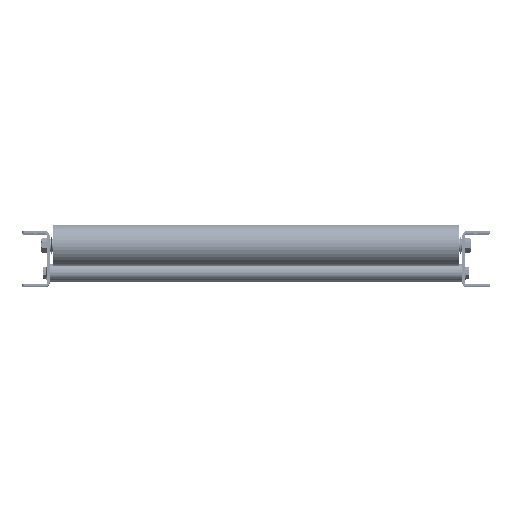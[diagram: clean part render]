
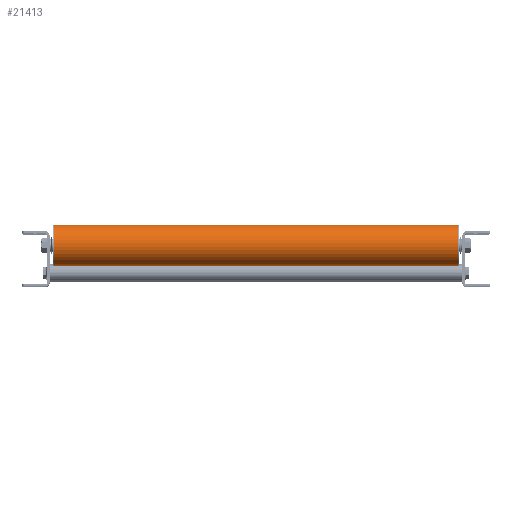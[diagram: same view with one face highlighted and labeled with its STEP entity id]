
A CAD part, top view. The second image highlights one B-rep face of the part: STEP entity #21413.
In plain terms, the highlighted cylindrical face has radius 30 mm (diameter 60 mm), a partial arc.
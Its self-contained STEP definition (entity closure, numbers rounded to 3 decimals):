
#512 = DIRECTION ( 'NONE',  ( 0., 0., 1. ) ) ;
#1002 = CARTESIAN_POINT ( 'NONE',  ( 587.4, 0., 30. ) ) ;
#1754 = DIRECTION ( 'NONE',  ( -1., 0., 0. ) ) ;
#1822 = ORIENTED_EDGE ( 'NONE', *, *, #27697, .T. ) ;
#2604 = ORIENTED_EDGE ( 'NONE', *, *, #10519, .F. ) ;
#2979 = DIRECTION ( 'NONE',  ( 0., 0., -1. ) ) ;
#7121 = LINE ( 'NONE', #12959, #28702 ) ;
#8832 = EDGE_LOOP ( 'NONE', ( #2604, #1822, #19922, #23919 ) ) ;
#9130 = CARTESIAN_POINT ( 'NONE',  ( 0., 0., 30. ) ) ;
#9733 = VERTEX_POINT ( 'NONE', #9130 ) ;
#10216 = CARTESIAN_POINT ( 'NONE',  ( 0., 0., -30. ) ) ;
#10519 = EDGE_CURVE ( 'NONE', #21077, #31447, #13697, .T. ) ;
#10608 = DIRECTION ( 'NONE',  ( 1., 0., 0. ) ) ;
#12875 = CIRCLE ( 'NONE', #25939, 30. ) ;
#12959 = CARTESIAN_POINT ( 'NONE',  ( 587.4, 0., -30. ) ) ;
#13632 = CARTESIAN_POINT ( 'NONE',  ( 0., 0., 0. ) ) ;
#13697 = CIRCLE ( 'NONE', #34725, 30. ) ;
#13904 = VECTOR ( 'NONE', #28220, 1000. ) ;
#16152 = CYLINDRICAL_SURFACE ( 'NONE', #25628, 30. ) ;
#16823 = LINE ( 'NONE', #1002, #13904 ) ;
#18031 = CARTESIAN_POINT ( 'NONE',  ( 587.4, 0., 0. ) ) ;
#19871 = CARTESIAN_POINT ( 'NONE',  ( 587.4, 0., 30. ) ) ;
#19922 = ORIENTED_EDGE ( 'NONE', *, *, #20365, .T. ) ;
#20365 = EDGE_CURVE ( 'NONE', #33639, #9733, #12875, .T. ) ;
#21077 = VERTEX_POINT ( 'NONE', #30970 ) ;
#21413 = ADVANCED_FACE ( 'NONE', ( #27017 ), #16152, .T. ) ;
#23323 = EDGE_CURVE ( 'NONE', #31447, #9733, #16823, .T. ) ;
#23919 = ORIENTED_EDGE ( 'NONE', *, *, #23323, .F. ) ;
#24527 = CARTESIAN_POINT ( 'NONE',  ( 587.4, 0., 0. ) ) ;
#25628 = AXIS2_PLACEMENT_3D ( 'NONE', #24527, #30058, #512 ) ;
#25939 = AXIS2_PLACEMENT_3D ( 'NONE', #13632, #10608, #2979 ) ;
#26599 = DIRECTION ( 'NONE',  ( 1., 0., 0. ) ) ;
#27017 = FACE_OUTER_BOUND ( 'NONE', #8832, .T. ) ;
#27697 = EDGE_CURVE ( 'NONE', #21077, #33639, #7121, .T. ) ;
#28220 = DIRECTION ( 'NONE',  ( -1., 0., 0. ) ) ;
#28702 = VECTOR ( 'NONE', #1754, 1000. ) ;
#28927 = DIRECTION ( 'NONE',  ( 0., 0., -1. ) ) ;
#30058 = DIRECTION ( 'NONE',  ( -1., 0., 0. ) ) ;
#30970 = CARTESIAN_POINT ( 'NONE',  ( 587.4, 0., -30. ) ) ;
#31447 = VERTEX_POINT ( 'NONE', #19871 ) ;
#33639 = VERTEX_POINT ( 'NONE', #10216 ) ;
#34725 = AXIS2_PLACEMENT_3D ( 'NONE', #18031, #26599, #28927 ) ;
